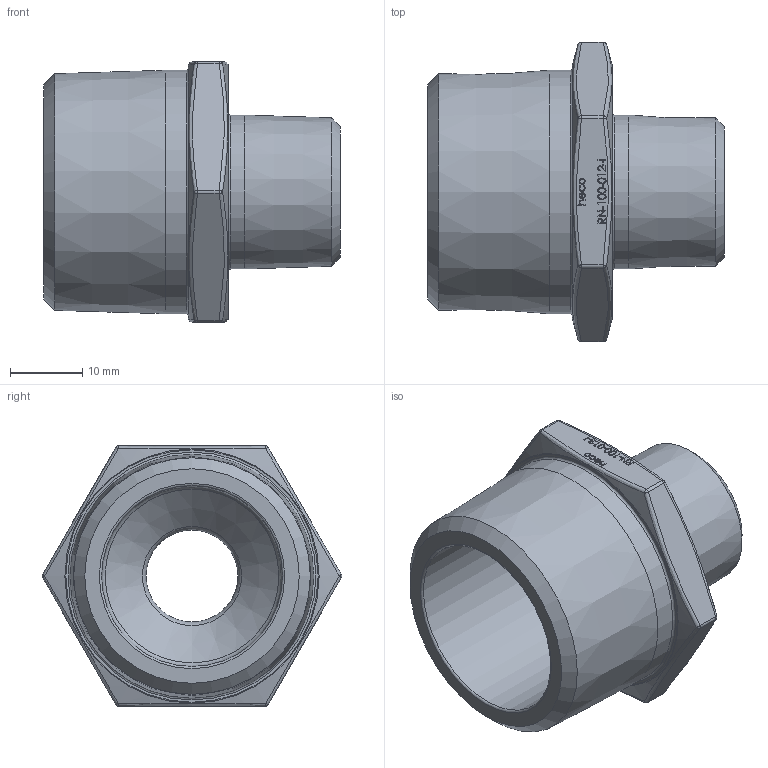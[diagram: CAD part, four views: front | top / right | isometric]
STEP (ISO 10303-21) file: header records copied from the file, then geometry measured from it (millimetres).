
FILE_DESCRIPTION (( 'STEP AP214' ), '1' );
FILE_NAME ('RN-100-012-I 2308.STEP', '2023-09-12T09:11:36', ( '' ), ( '' ), 'SwSTEP 2.0', 'SolidWorks 2019', '' );
FILE_SCHEMA (( 'AUTOMOTIVE_DESIGN' ));
Length unit declared in the file: millimetre
Products named in the file (1): RN-100-012-I  2308
Bounding box: 41 x 41.41 x 36.01 mm (x, y, z)
Volume: 15575.4 mm3; surface area: 7679.5 mm2
Topology: 1 solids, 1 shells, 222 faces, 554 edges, 354 vertices
Faces by surface type: plane 100, bspline 85, sphere 12, cylinder 10, torus 8, cone 7
Full cylindrical faces by diameter (mm): 12.7 x1, 21.267 x1, 25 x1, 33.649 x1
Entity records: 13006 total; most frequent: CARTESIAN_POINT 6701, ORIENTED_EDGE 1034, DIRECTION 681, EDGE_CURVE 517, VERTEX_POINT 340, LINE 289, VECTOR 289, EDGE_LOOP 267
